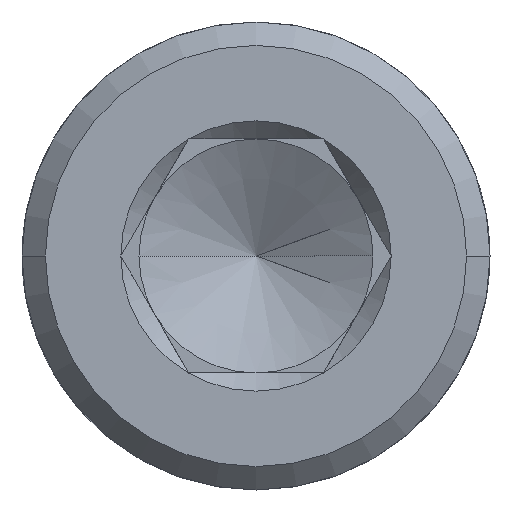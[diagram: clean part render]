
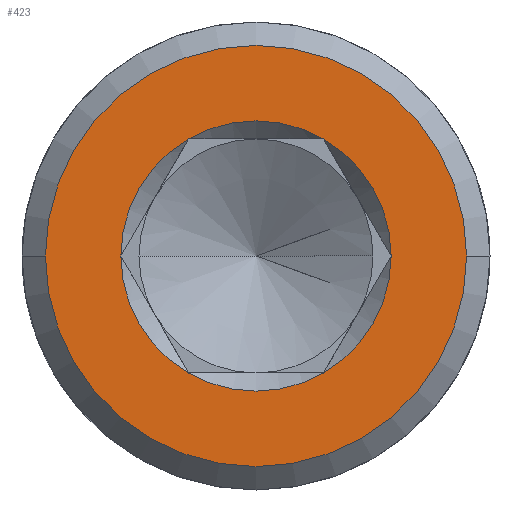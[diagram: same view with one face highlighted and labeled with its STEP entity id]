
A CAD part, front view. The second image highlights one B-rep face of the part: STEP entity #423.
In plain terms, the highlighted planar face has unit normal (0, -1, 0).
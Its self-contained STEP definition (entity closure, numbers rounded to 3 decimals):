
#423=ADVANCED_FACE('',(#1084,#1085),#1086,.T.);
#515=EDGE_CURVE('',#977,#723,#1189,.T.);
#547=VERTEX_POINT('',#1226);
#561=VERTEX_POINT('',#1241);
#619=EDGE_CURVE('',#547,#561,#1302,.T.);
#699=EDGE_CURVE('',#561,#547,#1397,.T.);
#717=EDGE_CURVE('',#723,#977,#1416,.T.);
#723=VERTEX_POINT('',#1422);
#977=VERTEX_POINT('',#1707);
#1084=FACE_BOUND('',#1877,.T.);
#1085=FACE_OUTER_BOUND('',#1878,.T.);
#1086=PLANE('',#1879);
#1189=CIRCLE('',#2117,6.93);
#1226=CARTESIAN_POINT('',(-10.8,0.0,0.));
#1241=CARTESIAN_POINT('',(10.8,0.0,0.0));
#1302=CIRCLE('',#2302,10.8);
#1397=CIRCLE('',#2470,10.8);
#1416=CIRCLE('',#2521,6.93);
#1422=CARTESIAN_POINT('',(-6.93,0.,0.0));
#1707=CARTESIAN_POINT('',(6.93,0.,0.));
#1877=EDGE_LOOP('',(#3141,#3142));
#1878=EDGE_LOOP('',(#3143,#3144));
#1879=AXIS2_PLACEMENT_3D('',#3145,#3146,#3147);
#2117=AXIS2_PLACEMENT_3D('',#3265,#3266,#3267);
#2302=AXIS2_PLACEMENT_3D('',#3364,#3365,#3366);
#2470=AXIS2_PLACEMENT_3D('',#3513,#3514,#3515);
#2521=AXIS2_PLACEMENT_3D('',#3537,#3538,#3539);
#3141=ORIENTED_EDGE('',*,*,#717,.T.);
#3142=ORIENTED_EDGE('',*,*,#515,.T.);
#3143=ORIENTED_EDGE('',*,*,#699,.F.);
#3144=ORIENTED_EDGE('',*,*,#619,.F.);
#3145=CARTESIAN_POINT('',(5.4,0.0,0.0));
#3146=DIRECTION('',(-0.0,-1.0,-0.0));
#3147=DIRECTION('',(-1.0,0.0,0.0));
#3265=CARTESIAN_POINT('',(0.,0.,0.0));
#3266=DIRECTION('',(0.0,1.0,0.0));
#3267=DIRECTION('',(-1.0,0.0,0.0));
#3364=CARTESIAN_POINT('',(0.0,0.0,0.0));
#3365=DIRECTION('',(-0.0,1.0,0.0));
#3366=DIRECTION('',(1.0,0.0,0.0));
#3513=CARTESIAN_POINT('',(0.0,0.0,0.0));
#3514=DIRECTION('',(-0.0,1.0,0.0));
#3515=DIRECTION('',(1.0,0.0,0.0));
#3537=CARTESIAN_POINT('',(0.,0.,0.0));
#3538=DIRECTION('',(0.0,1.0,0.0));
#3539=DIRECTION('',(-1.0,0.0,0.0));
